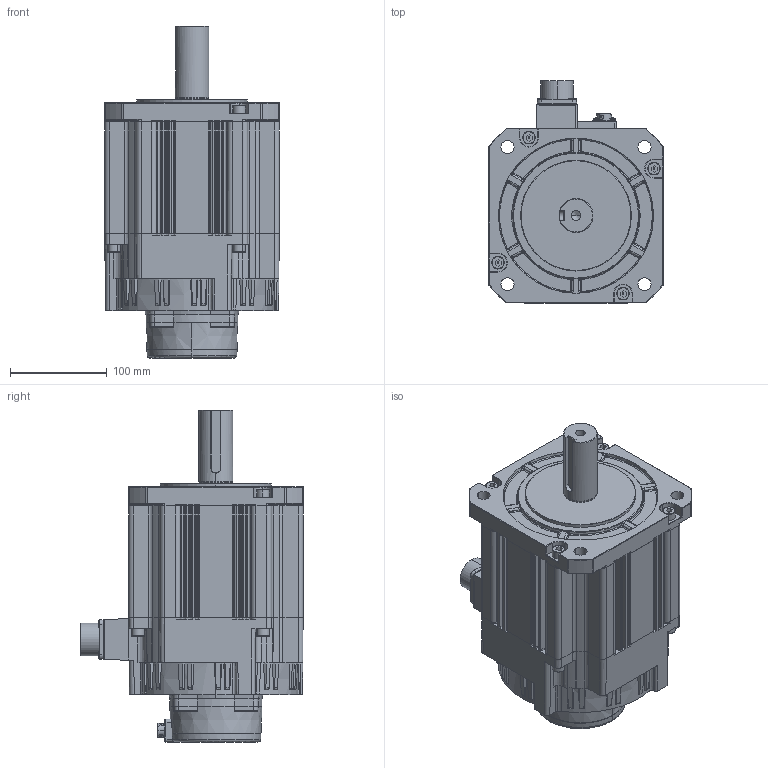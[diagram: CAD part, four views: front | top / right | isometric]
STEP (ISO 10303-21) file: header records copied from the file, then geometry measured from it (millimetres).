
FILE_DESCRIPTION (( 'STEP AP203' ), '1' );
FILE_NAME ('SV-X6MG440A-B4LD.STEP', '2021-10-12T09:24:48', ( 'China' ), ( 'Microsoft' ), 'SwSTEP 2.0', 'SolidWorks 2016', '' );
FILE_SCHEMA (( 'CONFIG_CONTROL_DESIGN' ));
Products named in the file (1): SV-X6MG440A-B4LD
Bounding box: 180 x 229.25 x 342.5 mm (x, y, z)
Volume: 6377185 mm3; surface area: 283042.3 mm2
Topology: 1 solids, 1 shells, 1777 faces, 4694 edges, 2932 vertices
Faces by surface type: plane 690, cylinder 636, cone 244, bspline 112, torus 71, sphere 24
Entity records: 61023 total; most frequent: CARTESIAN_POINT 18344, ORIENTED_EDGE 9320, DIRECTION 8650, EDGE_CURVE 4660, AXIS2_PLACEMENT_3D 3226, VERTEX_POINT 2924, LINE 2198, VECTOR 2198
